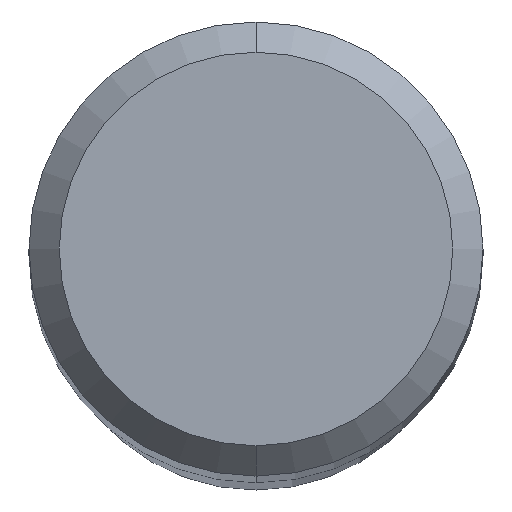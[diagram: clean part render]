
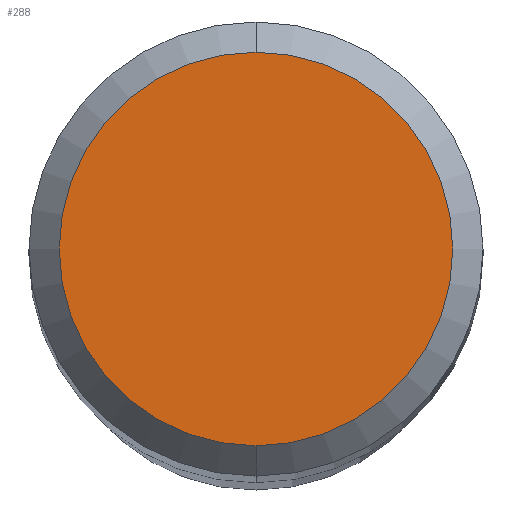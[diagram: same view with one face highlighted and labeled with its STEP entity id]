
A CAD part, top view. The second image highlights one B-rep face of the part: STEP entity #288.
In plain terms, the highlighted planar face has unit normal (0, 0, 1).
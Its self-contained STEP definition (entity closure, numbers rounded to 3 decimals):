
#234=EDGE_CURVE('',#316,#330,#540,.T.);
#288=ADVANCED_FACE('',(#596),#597,.T.);
#316=VERTEX_POINT('',#627);
#330=VERTEX_POINT('',#644);
#398=EDGE_CURVE('',#330,#316,#722,.T.);
#540=CIRCLE('',#917,2.6);
#596=FACE_OUTER_BOUND('',#1059,.T.);
#597=PLANE('',#1060);
#627=CARTESIAN_POINT('',(0.,-2.6,0.0));
#644=CARTESIAN_POINT('',(0.0,2.6,0.0));
#722=CIRCLE('',#1258,2.6);
#917=AXIS2_PLACEMENT_3D('',#1482,#1483,#1484);
#1059=EDGE_LOOP('',(#1530,#1531));
#1060=AXIS2_PLACEMENT_3D('',#1532,#1533,#1534);
#1258=AXIS2_PLACEMENT_3D('',#1691,#1692,#1693);
#1482=CARTESIAN_POINT('',(0.0,0.0,0.0));
#1483=DIRECTION('',(0.0,0.0,-1.0));
#1484=DIRECTION('',(0.0,1.0,0.0));
#1530=ORIENTED_EDGE('',*,*,#398,.F.);
#1531=ORIENTED_EDGE('',*,*,#234,.F.);
#1532=CARTESIAN_POINT('',(0.0,1.3,0.0));
#1533=DIRECTION('',(-0.0,0.0,1.0));
#1534=DIRECTION('',(0.0,-1.0,0.0));
#1691=CARTESIAN_POINT('',(0.0,0.0,0.0));
#1692=DIRECTION('',(0.0,0.0,-1.0));
#1693=DIRECTION('',(0.0,1.0,0.0));
